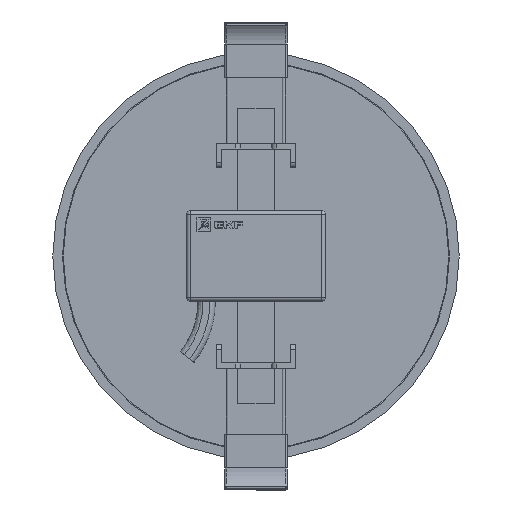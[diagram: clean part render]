
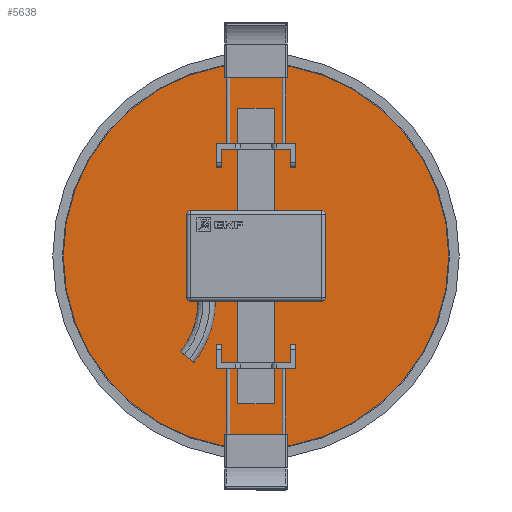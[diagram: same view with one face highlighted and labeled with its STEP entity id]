
A CAD part, front view. The second image highlights one B-rep face of the part: STEP entity #5638.
In plain terms, the highlighted planar face has unit normal (0, -1, 0).
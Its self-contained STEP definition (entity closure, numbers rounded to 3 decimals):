
#18 = CARTESIAN_POINT ( 'NONE',  ( 55.5, 0.6, 0. ) ) ;
#21 = VERTEX_POINT ( 'NONE', #3900 ) ;
#28 = VECTOR ( 'NONE', #3547, 1000. ) ;
#33 = DIRECTION ( 'NONE',  ( -1., 0., 0. ) ) ;
#477 = EDGE_CURVE ( 'NONE', #6488, #3170, #4301, .T. ) ;
#498 = DIRECTION ( 'NONE',  ( 1., 0., 0. ) ) ;
#732 = CIRCLE ( 'NONE', #6879, 55.5 ) ;
#806 = ORIENTED_EDGE ( 'NONE', *, *, #1963, .F. ) ;
#891 = ORIENTED_EDGE ( 'NONE', *, *, #477, .F. ) ;
#1014 = PLANE ( 'NONE',  #5107 ) ;
#1382 = CARTESIAN_POINT ( 'NONE',  ( 5.25, 0.6, -42.5 ) ) ;
#1400 = DIRECTION ( 'NONE',  ( 0., 0., -1. ) ) ;
#1406 = CARTESIAN_POINT ( 'NONE',  ( 5.25, 0.6, 12.5 ) ) ;
#1413 = VECTOR ( 'NONE', #1400, 1000. ) ;
#1467 = LINE ( 'NONE', #5737, #6850 ) ;
#1474 = VECTOR ( 'NONE', #2193, 1000. ) ;
#1527 = FACE_BOUND ( 'NONE', #4740, .T. ) ;
#1613 = CARTESIAN_POINT ( 'NONE',  ( -5.25, 0.6, -42.5 ) ) ;
#1638 = CARTESIAN_POINT ( 'NONE',  ( -5.25, 0.6, -12.5 ) ) ;
#1963 = EDGE_CURVE ( 'NONE', #5576, #5950, #3679, .T. ) ;
#2003 = ORIENTED_EDGE ( 'NONE', *, *, #6814, .F. ) ;
#2161 = DIRECTION ( 'NONE',  ( 0., 1., 0. ) ) ;
#2183 = EDGE_CURVE ( 'NONE', #21, #6488, #4596, .T. ) ;
#2193 = DIRECTION ( 'NONE',  ( -1., 0., 0. ) ) ;
#2223 = LINE ( 'NONE', #1638, #1474 ) ;
#2525 = CARTESIAN_POINT ( 'NONE',  ( 5.25, 0.6, 42.5 ) ) ;
#2635 = CARTESIAN_POINT ( 'NONE',  ( 5.25, 0.6, 42.5 ) ) ;
#2726 = EDGE_CURVE ( 'NONE', #3170, #3018, #5213, .T. ) ;
#2824 = CARTESIAN_POINT ( 'NONE',  ( 0., 0.6, 0. ) ) ;
#2997 = ORIENTED_EDGE ( 'NONE', *, *, #3307, .F. ) ;
#3018 = VERTEX_POINT ( 'NONE', #3930 ) ;
#3129 = DIRECTION ( 'NONE',  ( 1., 0., 0. ) ) ;
#3160 = VECTOR ( 'NONE', #5389, 1000. ) ;
#3165 = FACE_OUTER_BOUND ( 'NONE', #6245, .T. ) ;
#3170 = VERTEX_POINT ( 'NONE', #5808 ) ;
#3307 = EDGE_CURVE ( 'NONE', #3018, #21, #2223, .T. ) ;
#3547 = DIRECTION ( 'NONE',  ( 0., 0., 1. ) ) ;
#3551 = ORIENTED_EDGE ( 'NONE', *, *, #4546, .F. ) ;
#3679 = LINE ( 'NONE', #3784, #5469 ) ;
#3738 = ORIENTED_EDGE ( 'NONE', *, *, #4535, .F. ) ;
#3751 = CARTESIAN_POINT ( 'NONE',  ( -5.25, 0.6, 42.5 ) ) ;
#3784 = CARTESIAN_POINT ( 'NONE',  ( -5.25, 0.6, 42.5 ) ) ;
#3900 = CARTESIAN_POINT ( 'NONE',  ( -5.25, 0.6, -12.5 ) ) ;
#3919 = ORIENTED_EDGE ( 'NONE', *, *, #2183, .F. ) ;
#3924 = CARTESIAN_POINT ( 'NONE',  ( -5.25, 0.6, 12.5 ) ) ;
#3930 = CARTESIAN_POINT ( 'NONE',  ( 5.25, 0.6, -12.5 ) ) ;
#3982 = EDGE_CURVE ( 'NONE', #6788, #5576, #6169, .T. ) ;
#4070 = VECTOR ( 'NONE', #498, 1000. ) ;
#4301 = LINE ( 'NONE', #5299, #4070 ) ;
#4520 = VECTOR ( 'NONE', #6267, 1000. ) ;
#4535 = EDGE_CURVE ( 'NONE', #5950, #6632, #6853, .T. ) ;
#4546 = EDGE_CURVE ( 'NONE', #6178, #6178, #732, .T. ) ;
#4596 = LINE ( 'NONE', #5767, #1413 ) ;
#4740 = EDGE_LOOP ( 'NONE', ( #3919, #2997, #6870, #891 ) ) ;
#5024 = CARTESIAN_POINT ( 'NONE',  ( -55.5, 0.6, 0. ) ) ;
#5107 = AXIS2_PLACEMENT_3D ( 'NONE', #18, #5863, #3129 ) ;
#5213 = LINE ( 'NONE', #1382, #28 ) ;
#5299 = CARTESIAN_POINT ( 'NONE',  ( -5.25, 0.6, -42.5 ) ) ;
#5389 = DIRECTION ( 'NONE',  ( 0., 0., -1. ) ) ;
#5465 = DIRECTION ( 'NONE',  ( -1., 0., 0. ) ) ;
#5469 = VECTOR ( 'NONE', #33, 1000. ) ;
#5576 = VERTEX_POINT ( 'NONE', #2635 ) ;
#5638 = ADVANCED_FACE ( 'NONE', ( #6868, #1527, #3165 ), #1014, .T. ) ;
#5737 = CARTESIAN_POINT ( 'NONE',  ( -5.25, 0.6, 12.5 ) ) ;
#5767 = CARTESIAN_POINT ( 'NONE',  ( -5.25, 0.6, -42.5 ) ) ;
#5808 = CARTESIAN_POINT ( 'NONE',  ( 5.25, 0.6, -42.5 ) ) ;
#5863 = DIRECTION ( 'NONE',  ( 0., -1., 0. ) ) ;
#5950 = VERTEX_POINT ( 'NONE', #6932 ) ;
#5975 = ORIENTED_EDGE ( 'NONE', *, *, #3982, .F. ) ;
#6119 = EDGE_LOOP ( 'NONE', ( #3738, #806, #5975, #2003 ) ) ;
#6169 = LINE ( 'NONE', #2525, #4520 ) ;
#6178 = VERTEX_POINT ( 'NONE', #5024 ) ;
#6245 = EDGE_LOOP ( 'NONE', ( #3551 ) ) ;
#6267 = DIRECTION ( 'NONE',  ( 0., 0., 1. ) ) ;
#6328 = DIRECTION ( 'NONE',  ( 1., 0., 0. ) ) ;
#6488 = VERTEX_POINT ( 'NONE', #1613 ) ;
#6632 = VERTEX_POINT ( 'NONE', #3924 ) ;
#6788 = VERTEX_POINT ( 'NONE', #1406 ) ;
#6814 = EDGE_CURVE ( 'NONE', #6632, #6788, #1467, .T. ) ;
#6850 = VECTOR ( 'NONE', #6328, 1000. ) ;
#6853 = LINE ( 'NONE', #3751, #3160 ) ;
#6868 = FACE_BOUND ( 'NONE', #6119, .T. ) ;
#6870 = ORIENTED_EDGE ( 'NONE', *, *, #2726, .F. ) ;
#6879 = AXIS2_PLACEMENT_3D ( 'NONE', #2824, #2161, #5465 ) ;
#6932 = CARTESIAN_POINT ( 'NONE',  ( -5.25, 0.6, 42.5 ) ) ;
